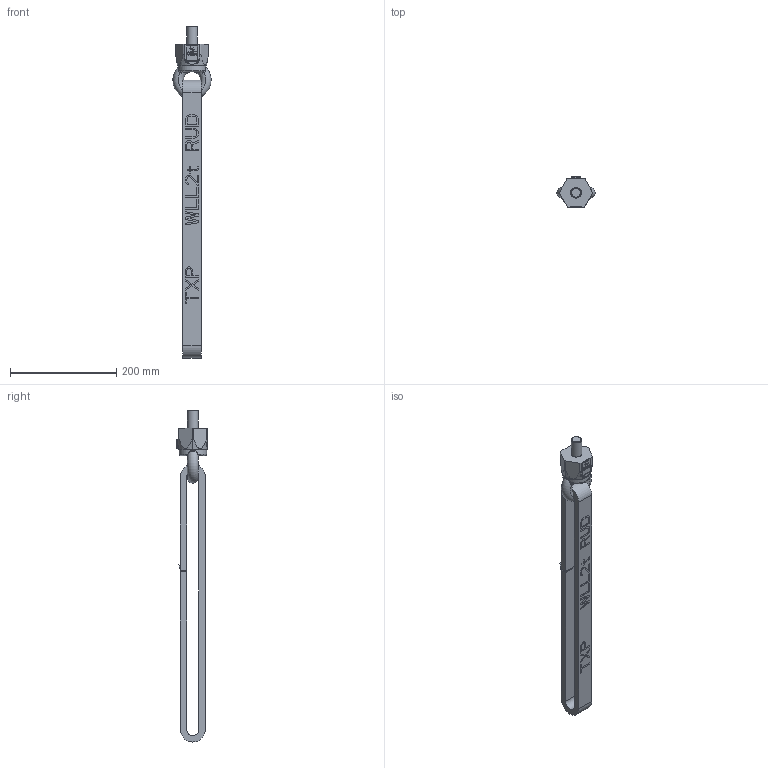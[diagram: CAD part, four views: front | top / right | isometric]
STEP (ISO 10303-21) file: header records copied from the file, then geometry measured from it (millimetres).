
FILE_DESCRIPTION((''),'2;1');
FILE_NAME('001-M36305-P-1_ASM','2021-03-10T',('Anja.Joas'),(''),'PRO/ENGINEER BY PARAMETRIC TECHNOLOGY CORPORATION, 2011490','PRO/ENGINEER BY PARAMETRIC TECHNOLOGY CORPORATION, 2011490','');
FILE_SCHEMA(('CONFIG_CONTROL_DESIGN'));
Length unit declared in the file: millimetre
Products named in the file (5): 001-M31524-P-40_AF0; 001-M34903-P-1; 001-M35722-P-1; 001-M36298-P-1; 001-M36305-P-1_ASM
Assembly tree (4 placements, depth 2):
  001-M36305-P-1_ASM
    001-M31524-P-40_AF0
    001-M34903-P-1
    001-M35722-P-1
    001-M36298-P-1
Bounding box: 71.86 x 58 x 626 mm (x, y, z)
Volume: 601934.4 mm3; surface area: 136803.5 mm2
Topology: 4 solids, 4 shells, 1157 faces, 3183 edges, 2087 vertices
Faces by surface type: plane 1026, cylinder 51, bspline 34, torus 28, cone 18
Entity records: 38276 total; most frequent: CARTESIAN_POINT 8923, ORIENTED_EDGE 6366, DIRECTION 5504, EDGE_CURVE 3183, VECTOR 2906, LINE 2906, VERTEX_POINT 2087, AXIS2_PLACEMENT_3D 1299
